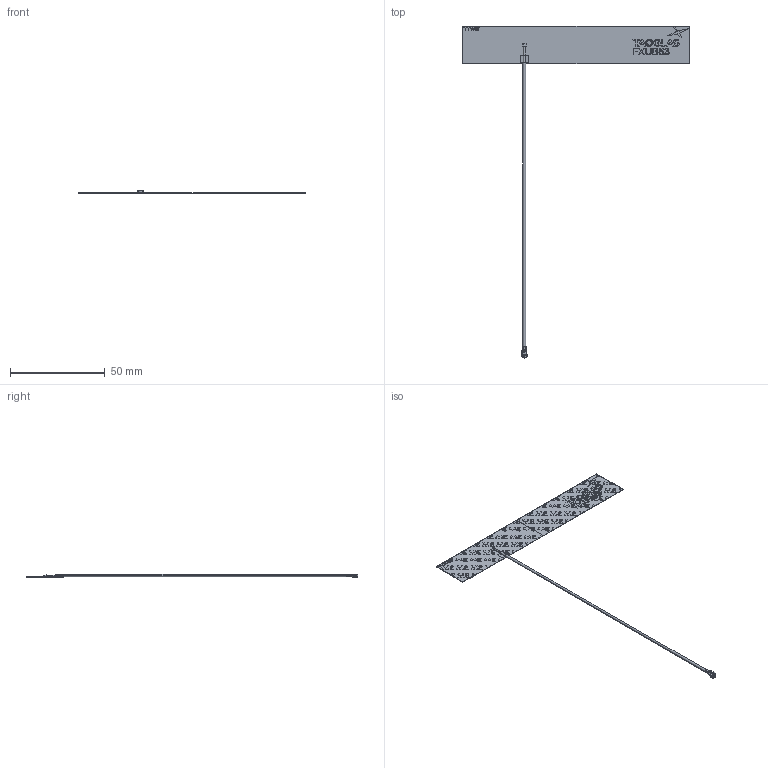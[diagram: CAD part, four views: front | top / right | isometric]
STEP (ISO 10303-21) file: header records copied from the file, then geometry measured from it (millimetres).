
FILE_DESCRIPTION (( 'STEP AP214' ), '1' );
FILE_NAME ('EDW.001917-FXUB53.07.0150C-Wide_Band_Flex_Antenna-(D02).STEP', '2024-04-25T16:40:10', ( '' ), ( '' ), 'SwSTEP 2.0', 'SolidWorks 2022', '' );
FILE_SCHEMA (( 'AUTOMOTIVE_DESIGN' ));
Length unit declared in the file: millimetre
Products named in the file (1): EDW.001917-FXUB53.07.0150C-Wide_Band_Flex_Antenna-(D02)
Bounding box: 120 x 175.66 x 2.1 mm (x, y, z)
Volume: 809.2 mm3; surface area: 15238.4 mm2
Topology: 7 solids, 7 shells, 3433 faces, 9860 edges, 6549 vertices
Faces by surface type: plane 2389, bspline 923, cylinder 86, cone 22, torus 11, sphere 2
Entity records: 185797 total; most frequent: CARTESIAN_POINT 64411, ORIENTED_EDGE 19712, DIRECTION 13144, EDGE_CURVE 9856, LINE 7754, VECTOR 7754, VERTEX_POINT 6549, EDGE_LOOP 3545
